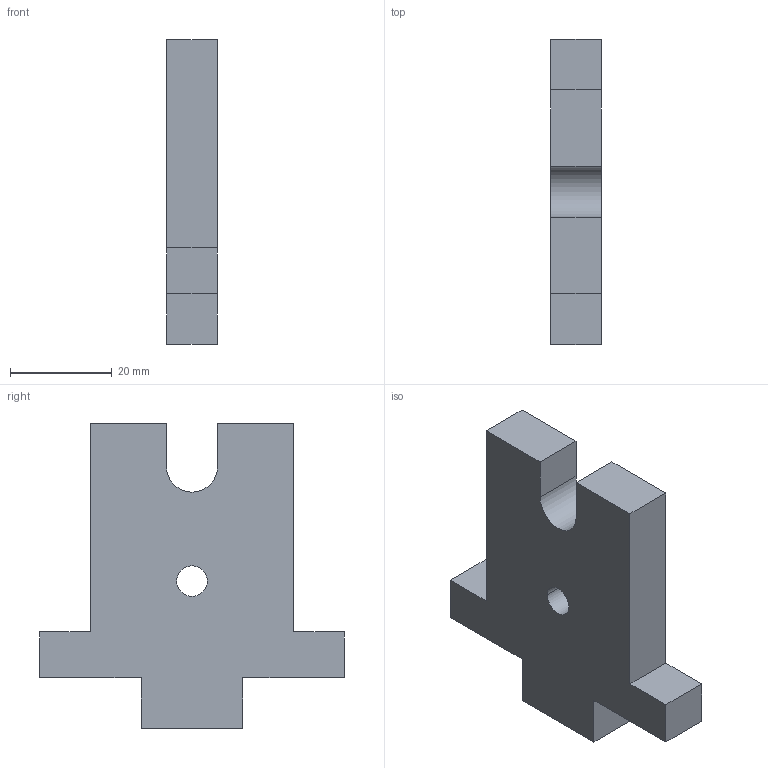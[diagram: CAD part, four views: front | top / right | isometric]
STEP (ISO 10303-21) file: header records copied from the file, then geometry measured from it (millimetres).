
FILE_DESCRIPTION(('CATIA V6 STEP','CAx-IF Rec.Pracs.--- Model Styling and Organization---1.2---2011-12-15'),'2;1');
FILE_NAME('Palier-ar.stp','2020-08-02T15:59:40+00:00',('NewPDM'),('Renault'),'CATIA Unofficial Packaging Version','DASSAULT SYSTEMES CATIA V6 STEP AP214','none');
FILE_SCHEMA(('AUTOMOTIVE_DESIGN { 1 0 10303 214 1 1 1 1 }'));
Length unit declared in the file: millimetre
Products named in the file (1): OCIM07AJPH
Bounding box: 10 x 60 x 60 mm (x, y, z)
Surface area: 7270.5 mm2 (no closed solid volume)
Topology: 0 solids, 1 shells, 20 faces, 54 edges, 36 vertices
Faces by surface type: plane 17, cylinder 3
Entity records: 629 total; most frequent: CARTESIAN_POINT 108, ORIENTED_EDGE 108, DIRECTION 88, EDGE_CURVE 54, VECTOR 48, LINE 48, VERTEX_POINT 36, AXIS2_PLACEMENT_3D 24
